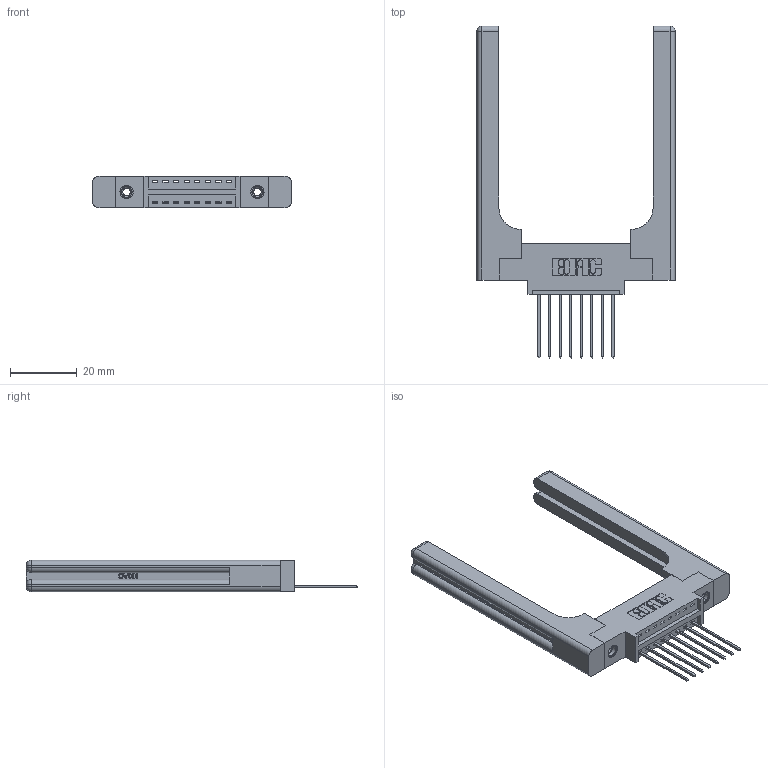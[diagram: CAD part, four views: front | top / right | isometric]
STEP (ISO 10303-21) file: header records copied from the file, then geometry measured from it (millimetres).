
FILE_DESCRIPTION (( 'STEP AP203' ), '1' );
FILE_NAME ('346-008-541-658.STEP', '2022-05-04T21:28:40', ( '' ), ( '' ), 'SwSTEP 2.0', 'SolidWorks 2020', '' );
FILE_SCHEMA (( 'CONFIG_CONTROL_DESIGN' ));
Length unit declared in the file: inch
Products named in the file (5): 346-220-058_345-220-058; 345-250-001_345-250-001-102; 345-292-001_345-293-141; 346 Part_0.170 Offset - 0.156 Dia-TH; 346-008-541-658
Assembly tree (13 placements, depth 2):
  346-008-541-658
    346 Part_0.170 Offset - 0.156 Dia-TH
    345-292-001_345-293-141  x8
    345-250-001_345-250-001-102  x2
    346-220-058_345-220-058  x2
Bounding box: 59.46 x 99.57 x 9.4 mm (x, y, z)
Volume: 12829.6 mm3; surface area: 11791.3 mm2
Topology: 13 solids, 13 shells, 860 faces, 2451 edges, 1602 vertices
Faces by surface type: plane 562, cylinder 238, bspline 36, cone 12, sphere 8, torus 4
Entity records: 15290 total; most frequent: CARTESIAN_POINT 3615, ORIENTED_EDGE 2352, DIRECTION 2160, EDGE_CURVE 1176, VECTOR 920, LINE 920, VERTEX_POINT 774, AXIS2_PLACEMENT_3D 620
